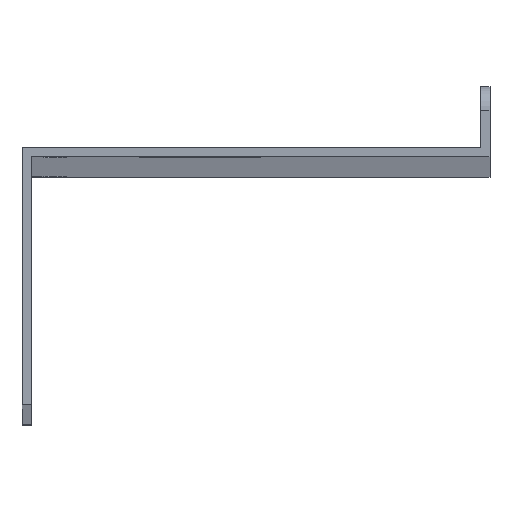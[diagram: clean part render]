
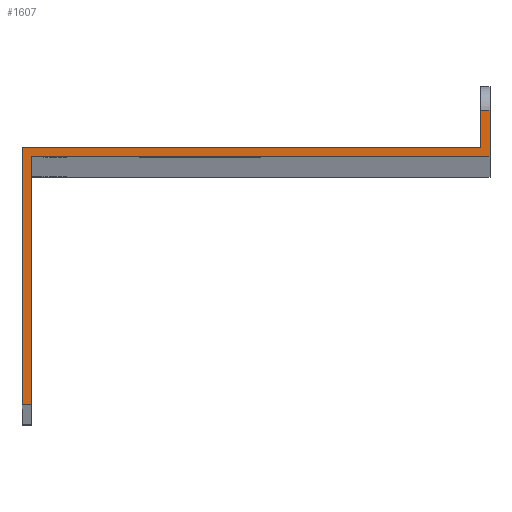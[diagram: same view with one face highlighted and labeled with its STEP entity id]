
A CAD part, top view. The second image highlights one B-rep face of the part: STEP entity #1607.
In plain terms, the highlighted planar face has unit normal (0, 0, 1).
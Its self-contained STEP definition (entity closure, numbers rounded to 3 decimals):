
#287=DIRECTION('',(0.,1.,0.));
#288=VECTOR('',#287,3.2);
#289=CARTESIAN_POINT('',(19.2,0.8,497.5));
#290=LINE('',#289,#288);
#291=DIRECTION('',(1.,0.,0.));
#292=VECTOR('',#291,0.8);
#293=CARTESIAN_POINT('',(19.2,4.,497.5));
#294=LINE('',#293,#292);
#295=DIRECTION('',(0.,-1.,0.));
#296=VECTOR('',#295,4.);
#297=CARTESIAN_POINT('',(20.,4.,497.5));
#298=LINE('',#297,#296);
#299=DIRECTION('',(-1.,0.,0.));
#300=VECTOR('',#299,39.2);
#301=CARTESIAN_POINT('',(20.,0.,497.5));
#302=LINE('',#301,#300);
#303=DIRECTION('',(0.,-1.,0.));
#304=VECTOR('',#303,21.2);
#305=CARTESIAN_POINT('',(-19.2,0.,497.5));
#306=LINE('',#305,#304);
#307=DIRECTION('',(0.,1.,0.));
#308=VECTOR('',#307,22.);
#309=CARTESIAN_POINT('',(-20.,-21.2,497.5));
#310=LINE('',#309,#308);
#311=DIRECTION('',(1.,0.,0.));
#312=VECTOR('',#311,39.2);
#313=CARTESIAN_POINT('',(-20.,0.8,497.5));
#314=LINE('',#313,#312);
#667=DIRECTION('',(1.,0.,0.));
#668=VECTOR('',#667,0.8);
#669=CARTESIAN_POINT('',(-20.,-21.2,497.5));
#670=LINE('',#669,#668);
#1073=CARTESIAN_POINT('',(-20.,-21.2,497.5));
#1074=CARTESIAN_POINT('',(-19.2,-21.2,497.5));
#1075=VERTEX_POINT('',#1073);
#1076=VERTEX_POINT('',#1074);
#1194=CARTESIAN_POINT('',(20.,4.,497.5));
#1196=VERTEX_POINT('',#1194);
#1197=CARTESIAN_POINT('',(19.2,4.,497.5));
#1198=VERTEX_POINT('',#1197);
#1369=CARTESIAN_POINT('',(20.,0.,497.5));
#1371=VERTEX_POINT('',#1369);
#1377=CARTESIAN_POINT('',(19.2,0.8,497.5));
#1379=VERTEX_POINT('',#1377);
#1393=CARTESIAN_POINT('',(-19.2,0.,497.5));
#1394=VERTEX_POINT('',#1393);
#1395=CARTESIAN_POINT('',(-20.,0.8,497.5));
#1396=VERTEX_POINT('',#1395);
#1585=CARTESIAN_POINT('',(0.,0.4,497.5));
#1586=DIRECTION('',(0.,0.,-1.));
#1587=DIRECTION('',(1.,0.,0.));
#1588=AXIS2_PLACEMENT_3D('',#1585,#1586,#1587);
#1589=PLANE('',#1588);
#1591=ORIENTED_EDGE('',*,*,#1590,.T.);
#1593=ORIENTED_EDGE('',*,*,#1592,.T.);
#1595=ORIENTED_EDGE('',*,*,#1594,.T.);
#1596=ORIENTED_EDGE('',*,*,#1414,.T.);
#1598=ORIENTED_EDGE('',*,*,#1597,.T.);
#1600=ORIENTED_EDGE('',*,*,#1599,.F.);
#1602=ORIENTED_EDGE('',*,*,#1601,.T.);
#1604=ORIENTED_EDGE('',*,*,#1603,.T.);
#1605=EDGE_LOOP('',(#1591,#1593,#1595,#1596,#1598,#1600,#1602,#1604));
#1606=FACE_OUTER_BOUND('',#1605,.F.);
#1607=ADVANCED_FACE('',(#1606),#1589,.F.);
#1414=EDGE_CURVE('',#1371,#1394,#302,.T.);
#1590=EDGE_CURVE('',#1379,#1198,#290,.T.);
#1592=EDGE_CURVE('',#1198,#1196,#294,.T.);
#1594=EDGE_CURVE('',#1196,#1371,#298,.T.);
#1597=EDGE_CURVE('',#1394,#1076,#306,.T.);
#1599=EDGE_CURVE('',#1075,#1076,#670,.T.);
#1601=EDGE_CURVE('',#1075,#1396,#310,.T.);
#1603=EDGE_CURVE('',#1396,#1379,#314,.T.);
